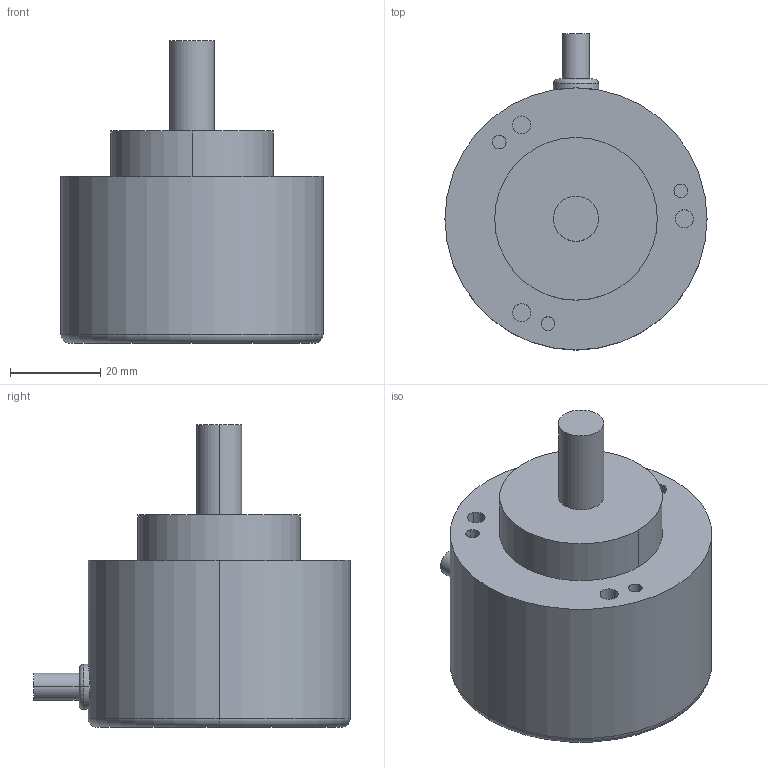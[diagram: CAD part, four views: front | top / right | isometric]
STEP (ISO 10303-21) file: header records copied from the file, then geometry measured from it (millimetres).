
FILE_DESCRIPTION((''),'2;1');
FILE_NAME('TVI58N-B201755A','2005-12-15T',('Pepperl+Fuchs'),('Industriehansa'),'PRO/ENGINEER BY PARAMETRIC TECHNOLOGY CORPORATION, 2005290','PRO/ENGINEER BY PARAMETRIC TECHNOLOGY CORPORATION, 2005290','');
FILE_SCHEMA(('AUTOMOTIVE_DESIGN_CC2 { 1 2 10303 214 -1 1 5 2 }'));
Length unit declared in the file: millimetre
Products named in the file (1): TVI58N-B201755A
Bounding box: 58 x 70 x 67 mm (x, y, z)
Volume: 109499.8 mm3; surface area: 14200.9 mm2
Topology: 1 solids, 1 shells, 38 faces, 74 edges, 48 vertices
Faces by surface type: cylinder 22, plane 12, torus 4
Entity records: 1397 total; most frequent: DIRECTION 198, CARTESIAN_POINT 194, ORIENTED_EDGE 148, AXIS2_PLACEMENT_3D 88, PRESENTATION_STYLE_ASSIGNMENT 84, STYLED_ITEM 79, CURVE_STYLE 74, EDGE_CURVE 74
